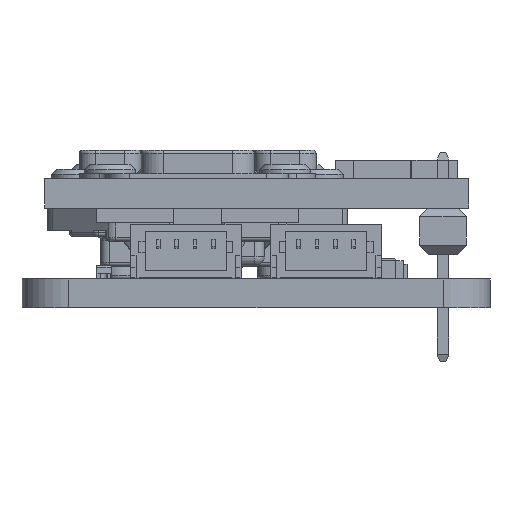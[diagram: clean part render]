
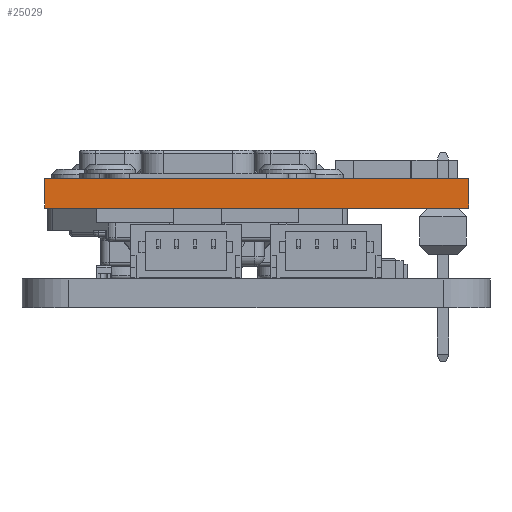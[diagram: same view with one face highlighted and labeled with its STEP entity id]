
A CAD part, left-side view. The second image highlights one B-rep face of the part: STEP entity #25029.
In plain terms, the highlighted face is planar.
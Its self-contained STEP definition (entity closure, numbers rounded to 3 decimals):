
#1057=PLANE('',#26908);
#2026=FACE_OUTER_BOUND('',#3596,.T.);
#3596=EDGE_LOOP('',(#19095,#19096,#19097,#19098));
#5737=LINE('',#38950,#8169);
#5742=LINE('',#38961,#8174);
#5750=LINE('',#38982,#8182);
#5751=LINE('',#38983,#8183);
#8169=VECTOR('',#31281,1000.);
#8174=VECTOR('',#31290,1000.);
#8182=VECTOR('',#31316,1000.);
#8183=VECTOR('',#31317,1000.);
#11424=VERTEX_POINT('',#38943);
#11427=VERTEX_POINT('',#38948);
#11430=VERTEX_POINT('',#38958);
#11431=VERTEX_POINT('',#38960);
#14141=EDGE_CURVE('',#11427,#11424,#5737,.T.);
#14146=EDGE_CURVE('',#11431,#11430,#5742,.T.);
#14158=EDGE_CURVE('',#11424,#11430,#5750,.T.);
#14159=EDGE_CURVE('',#11427,#11431,#5751,.T.);
#19095=ORIENTED_EDGE('',*,*,#14158,.F.);
#19096=ORIENTED_EDGE('',*,*,#14141,.F.);
#19097=ORIENTED_EDGE('',*,*,#14159,.T.);
#19098=ORIENTED_EDGE('',*,*,#14146,.T.);
#25029=ADVANCED_FACE('',(#2026),#1057,.T.);
#26908=AXIS2_PLACEMENT_3D('',#38981,#31314,#31315);
#31281=DIRECTION('',(0.,0.,1.));
#31290=DIRECTION('',(0.,0.,1.));
#31314=DIRECTION('center_axis',(0.,-1.,0.));
#31315=DIRECTION('ref_axis',(-1.,0.,0.));
#31316=DIRECTION('',(1.,0.,0.));
#31317=DIRECTION('',(1.,0.,0.));
#38943=CARTESIAN_POINT('',(-11.59,-17.79,5.45));
#38948=CARTESIAN_POINT('',(-11.59,-17.79,3.85));
#38950=CARTESIAN_POINT('',(-11.59,-17.79,3.85));
#38958=CARTESIAN_POINT('',(11.41,-17.79,5.45));
#38960=CARTESIAN_POINT('',(11.41,-17.79,3.85));
#38961=CARTESIAN_POINT('',(11.41,-17.79,3.85));
#38981=CARTESIAN_POINT('Origin',(-0.09,-17.79,3.85));
#38982=CARTESIAN_POINT('',(-0.09,-17.79,5.45));
#38983=CARTESIAN_POINT('',(-0.09,-17.79,3.85));
